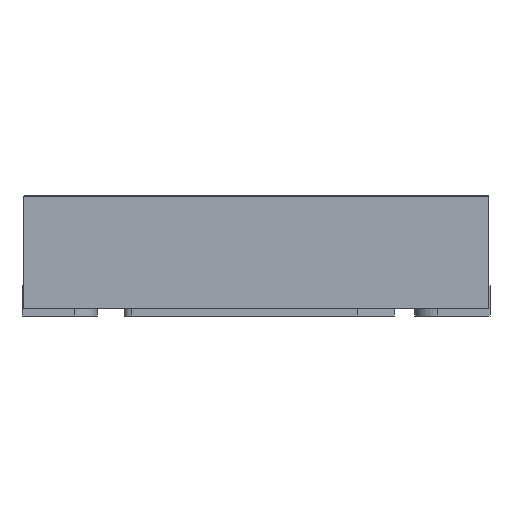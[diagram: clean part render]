
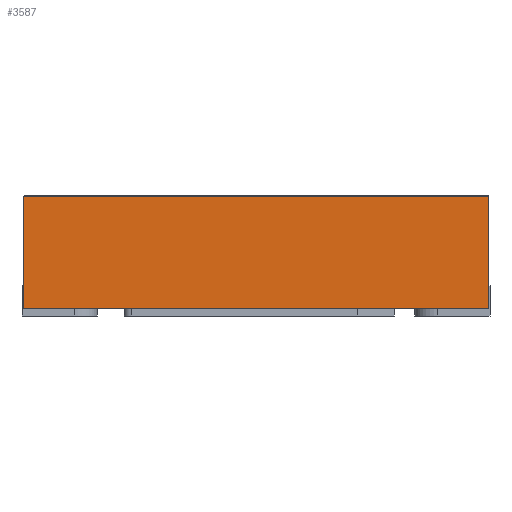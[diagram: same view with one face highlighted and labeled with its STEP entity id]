
A CAD part, front view. The second image highlights one B-rep face of the part: STEP entity #3587.
In plain terms, the highlighted planar face has unit normal (0, -1, 0).
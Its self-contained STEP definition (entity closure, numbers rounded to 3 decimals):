
#238 = PLANE('',#239);
#239 = AXIS2_PLACEMENT_3D('',#240,#241,#242);
#240 = CARTESIAN_POINT('',(1.55,-1.55,0.05));
#241 = DIRECTION('',(0.,0.,1.));
#242 = DIRECTION('',(0.,1.,0.));
#363 = PLANE('',#364);
#364 = AXIS2_PLACEMENT_3D('',#365,#366,#367);
#365 = CARTESIAN_POINT('',(-1.55,-1.55,0.05));
#366 = DIRECTION('',(-1.,0.,0.));
#367 = DIRECTION('',(0.,1.,0.));
#569 = PLANE('',#570);
#570 = AXIS2_PLACEMENT_3D('',#571,#572,#573);
#571 = CARTESIAN_POINT('',(1.55,2.55,0.05));
#572 = DIRECTION('',(1.,0.,0.));
#573 = DIRECTION('',(0.,-1.,0.));
#1282 = VERTEX_POINT('',#1283);
#1283 = CARTESIAN_POINT('',(-1.55,-1.55,0.05));
#1304 = EDGE_CURVE('',#1282,#1305,#1307,.T.);
#1305 = VERTEX_POINT('',#1306);
#1306 = CARTESIAN_POINT('',(1.55,-1.55,0.05));
#1307 = SURFACE_CURVE('',#1308,(#1312,#1319),.PCURVE_S1.);
#1308 = LINE('',#1309,#1310);
#1309 = CARTESIAN_POINT('',(1.55,-1.55,0.05));
#1310 = VECTOR('',#1311,1.);
#1311 = DIRECTION('',(1.,0.,0.));
#1312 = PCURVE('',#238,#1313);
#1313 = DEFINITIONAL_REPRESENTATION('',(#1314),#1318);
#1314 = LINE('',#1315,#1316);
#1315 = CARTESIAN_POINT('',(0.,0.));
#1316 = VECTOR('',#1317,1.);
#1317 = DIRECTION('',(0.,-1.));
#1318 = ( GEOMETRIC_REPRESENTATION_CONTEXT(2) 
PARAMETRIC_REPRESENTATION_CONTEXT() REPRESENTATION_CONTEXT('2D SPACE',''
  ) );
#1319 = PCURVE('',#1320,#1325);
#1320 = PLANE('',#1321);
#1321 = AXIS2_PLACEMENT_3D('',#1322,#1323,#1324);
#1322 = CARTESIAN_POINT('',(1.55,-1.55,0.05));
#1323 = DIRECTION('',(0.,-1.,0.));
#1324 = DIRECTION('',(-1.,0.,0.));
#1325 = DEFINITIONAL_REPRESENTATION('',(#1326),#1330);
#1326 = LINE('',#1327,#1328);
#1327 = CARTESIAN_POINT('',(0.,0.));
#1328 = VECTOR('',#1329,1.);
#1329 = DIRECTION('',(-1.,0.));
#1330 = ( GEOMETRIC_REPRESENTATION_CONTEXT(2) 
PARAMETRIC_REPRESENTATION_CONTEXT() REPRESENTATION_CONTEXT('2D SPACE',''
  ) );
#2110 = EDGE_CURVE('',#1282,#2111,#2113,.T.);
#2111 = VERTEX_POINT('',#2112);
#2112 = CARTESIAN_POINT('',(-1.55,-1.55,0.8));
#2113 = SURFACE_CURVE('',#2114,(#2118,#2125),.PCURVE_S1.);
#2114 = LINE('',#2115,#2116);
#2115 = CARTESIAN_POINT('',(-1.55,-1.55,0.05));
#2116 = VECTOR('',#2117,1.);
#2117 = DIRECTION('',(0.,0.,1.));
#2118 = PCURVE('',#363,#2119);
#2119 = DEFINITIONAL_REPRESENTATION('',(#2120),#2124);
#2120 = LINE('',#2121,#2122);
#2121 = CARTESIAN_POINT('',(0.,0.));
#2122 = VECTOR('',#2123,1.);
#2123 = DIRECTION('',(0.,-1.));
#2124 = ( GEOMETRIC_REPRESENTATION_CONTEXT(2) 
PARAMETRIC_REPRESENTATION_CONTEXT() REPRESENTATION_CONTEXT('2D SPACE',''
  ) );
#2125 = PCURVE('',#1320,#2126);
#2126 = DEFINITIONAL_REPRESENTATION('',(#2127),#2131);
#2127 = LINE('',#2128,#2129);
#2128 = CARTESIAN_POINT('',(3.1,0.));
#2129 = VECTOR('',#2130,1.);
#2130 = DIRECTION('',(0.,-1.));
#2131 = ( GEOMETRIC_REPRESENTATION_CONTEXT(2) 
PARAMETRIC_REPRESENTATION_CONTEXT() REPRESENTATION_CONTEXT('2D SPACE',''
  ) );
#2149 = PLANE('',#2150);
#2150 = AXIS2_PLACEMENT_3D('',#2151,#2152,#2153);
#2151 = CARTESIAN_POINT('',(1.55,-1.55,0.8));
#2152 = DIRECTION('',(0.,0.,1.));
#2153 = DIRECTION('',(0.,1.,0.));
#2636 = VERTEX_POINT('',#2637);
#2637 = CARTESIAN_POINT('',(1.55,-1.55,0.8));
#2658 = EDGE_CURVE('',#2636,#1305,#2659,.T.);
#2659 = SURFACE_CURVE('',#2660,(#2664,#2671),.PCURVE_S1.);
#2660 = LINE('',#2661,#2662);
#2661 = CARTESIAN_POINT('',(1.55,-1.55,0.05));
#2662 = VECTOR('',#2663,1.);
#2663 = DIRECTION('',(0.,0.,-1.));
#2664 = PCURVE('',#569,#2665);
#2665 = DEFINITIONAL_REPRESENTATION('',(#2666),#2670);
#2666 = LINE('',#2667,#2668);
#2667 = CARTESIAN_POINT('',(4.1,0.));
#2668 = VECTOR('',#2669,1.);
#2669 = DIRECTION('',(0.,1.));
#2670 = ( GEOMETRIC_REPRESENTATION_CONTEXT(2) 
PARAMETRIC_REPRESENTATION_CONTEXT() REPRESENTATION_CONTEXT('2D SPACE',''
  ) );
#2671 = PCURVE('',#1320,#2672);
#2672 = DEFINITIONAL_REPRESENTATION('',(#2673),#2677);
#2673 = LINE('',#2674,#2675);
#2674 = CARTESIAN_POINT('',(0.,0.));
#2675 = VECTOR('',#2676,1.);
#2676 = DIRECTION('',(0.,1.));
#2677 = ( GEOMETRIC_REPRESENTATION_CONTEXT(2) 
PARAMETRIC_REPRESENTATION_CONTEXT() REPRESENTATION_CONTEXT('2D SPACE',''
  ) );
#3587 = ADVANCED_FACE('',(#3588),#1320,.T.);
#3588 = FACE_BOUND('',#3589,.T.);
#3589 = EDGE_LOOP('',(#3590,#3591,#3612,#3613));
#3590 = ORIENTED_EDGE('',*,*,#2658,.F.);
#3591 = ORIENTED_EDGE('',*,*,#3592,.T.);
#3592 = EDGE_CURVE('',#2636,#2111,#3593,.T.);
#3593 = SURFACE_CURVE('',#3594,(#3598,#3605),.PCURVE_S1.);
#3594 = LINE('',#3595,#3596);
#3595 = CARTESIAN_POINT('',(1.55,-1.55,0.8));
#3596 = VECTOR('',#3597,1.);
#3597 = DIRECTION('',(-1.,0.,0.));
#3598 = PCURVE('',#1320,#3599);
#3599 = DEFINITIONAL_REPRESENTATION('',(#3600),#3604);
#3600 = LINE('',#3601,#3602);
#3601 = CARTESIAN_POINT('',(0.,-0.75));
#3602 = VECTOR('',#3603,1.);
#3603 = DIRECTION('',(1.,0.));
#3604 = ( GEOMETRIC_REPRESENTATION_CONTEXT(2) 
PARAMETRIC_REPRESENTATION_CONTEXT() REPRESENTATION_CONTEXT('2D SPACE',''
  ) );
#3605 = PCURVE('',#2149,#3606);
#3606 = DEFINITIONAL_REPRESENTATION('',(#3607),#3611);
#3607 = LINE('',#3608,#3609);
#3608 = CARTESIAN_POINT('',(0.,0.));
#3609 = VECTOR('',#3610,1.);
#3610 = DIRECTION('',(0.,1.));
#3611 = ( GEOMETRIC_REPRESENTATION_CONTEXT(2) 
PARAMETRIC_REPRESENTATION_CONTEXT() REPRESENTATION_CONTEXT('2D SPACE',''
  ) );
#3612 = ORIENTED_EDGE('',*,*,#2110,.F.);
#3613 = ORIENTED_EDGE('',*,*,#1304,.T.);
